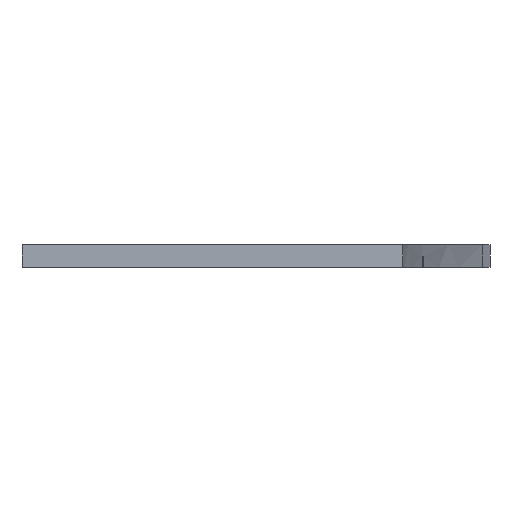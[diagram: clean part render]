
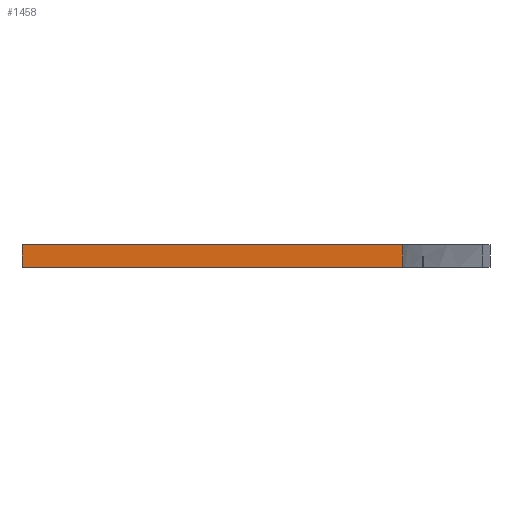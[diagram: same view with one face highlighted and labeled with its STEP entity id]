
A CAD part, front view. The second image highlights one B-rep face of the part: STEP entity #1458.
In plain terms, the highlighted planar face has unit normal (0, -1, 0).
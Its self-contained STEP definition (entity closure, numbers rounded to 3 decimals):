
#126 = PLANE('',#127);
#127 = AXIS2_PLACEMENT_3D('',#128,#129,#130);
#128 = CARTESIAN_POINT('',(-12.1,32.9,1.05));
#129 = DIRECTION('',(0.,0.,1.));
#130 = DIRECTION('',(-0.28,-0.96,0.));
#327 = VERTEX_POINT('',#328);
#328 = CARTESIAN_POINT('',(-21.5,-32.9,1.05));
#342 = PLANE('',#343);
#343 = AXIS2_PLACEMENT_3D('',#344,#345,#346);
#344 = CARTESIAN_POINT('',(-21.5,-32.9,-1.05));
#345 = DIRECTION('',(-1.,0.,0.));
#346 = DIRECTION('',(0.,0.,1.));
#354 = EDGE_CURVE('',#355,#327,#357,.T.);
#355 = VERTEX_POINT('',#356);
#356 = CARTESIAN_POINT('',(13.5,-32.9,1.05));
#357 = SURFACE_CURVE('',#358,(#362,#369),.PCURVE_S1.);
#358 = LINE('',#359,#360);
#359 = CARTESIAN_POINT('',(13.5,-32.9,1.05));
#360 = VECTOR('',#361,1.);
#361 = DIRECTION('',(-1.,0.,0.));
#362 = PCURVE('',#126,#363);
#363 = DEFINITIONAL_REPRESENTATION('',(#364),#368);
#364 = LINE('',#365,#366);
#365 = CARTESIAN_POINT('',(56.,43.));
#366 = VECTOR('',#367,1.);
#367 = DIRECTION('',(0.28,-0.96));
#368 = ( GEOMETRIC_REPRESENTATION_CONTEXT(2) 
PARAMETRIC_REPRESENTATION_CONTEXT() REPRESENTATION_CONTEXT('2D SPACE',''
  ) );
#369 = PCURVE('',#370,#375);
#370 = PLANE('',#371);
#371 = AXIS2_PLACEMENT_3D('',#372,#373,#374);
#372 = CARTESIAN_POINT('',(13.5,-32.9,-1.05));
#373 = DIRECTION('',(0.,1.,0.));
#374 = DIRECTION('',(0.,0.,1.));
#375 = DEFINITIONAL_REPRESENTATION('',(#376),#380);
#376 = LINE('',#377,#378);
#377 = CARTESIAN_POINT('',(2.1,0.));
#378 = VECTOR('',#379,1.);
#379 = DIRECTION('',(0.,-1.));
#380 = ( GEOMETRIC_REPRESENTATION_CONTEXT(2) 
PARAMETRIC_REPRESENTATION_CONTEXT() REPRESENTATION_CONTEXT('2D SPACE',''
  ) );
#398 = PLANE('',#399);
#399 = AXIS2_PLACEMENT_3D('',#400,#401,#402);
#400 = CARTESIAN_POINT('',(13.5,-32.9,-1.05));
#401 = DIRECTION('',(-1.,0.,0.));
#402 = DIRECTION('',(0.,0.,1.));
#1394 = PLANE('',#1395);
#1395 = AXIS2_PLACEMENT_3D('',#1396,#1397,#1398);
#1396 = CARTESIAN_POINT('',(13.5,-32.9,-1.05));
#1397 = DIRECTION('',(0.,0.,1.));
#1398 = DIRECTION('',(0.,1.,0.));
#1414 = VERTEX_POINT('',#1415);
#1415 = CARTESIAN_POINT('',(13.5,-32.9,-1.05));
#1436 = EDGE_CURVE('',#1414,#355,#1437,.T.);
#1437 = SURFACE_CURVE('',#1438,(#1442,#1449),.PCURVE_S1.);
#1438 = LINE('',#1439,#1440);
#1439 = CARTESIAN_POINT('',(13.5,-32.9,-1.05));
#1440 = VECTOR('',#1441,1.);
#1441 = DIRECTION('',(0.,0.,1.));
#1442 = PCURVE('',#398,#1443);
#1443 = DEFINITIONAL_REPRESENTATION('',(#1444),#1448);
#1444 = LINE('',#1445,#1446);
#1445 = CARTESIAN_POINT('',(0.,0.));
#1446 = VECTOR('',#1447,1.);
#1447 = DIRECTION('',(1.,0.));
#1448 = ( GEOMETRIC_REPRESENTATION_CONTEXT(2) 
PARAMETRIC_REPRESENTATION_CONTEXT() REPRESENTATION_CONTEXT('2D SPACE',''
  ) );
#1449 = PCURVE('',#370,#1450);
#1450 = DEFINITIONAL_REPRESENTATION('',(#1451),#1455);
#1451 = LINE('',#1452,#1453);
#1452 = CARTESIAN_POINT('',(0.,0.));
#1453 = VECTOR('',#1454,1.);
#1454 = DIRECTION('',(1.,0.));
#1455 = ( GEOMETRIC_REPRESENTATION_CONTEXT(2) 
PARAMETRIC_REPRESENTATION_CONTEXT() REPRESENTATION_CONTEXT('2D SPACE',''
  ) );
#1458 = ADVANCED_FACE('',(#1459),#370,.F.);
#1459 = FACE_BOUND('',#1460,.F.);
#1460 = EDGE_LOOP('',(#1461,#1462,#1485,#1506));
#1461 = ORIENTED_EDGE('',*,*,#1436,.F.);
#1462 = ORIENTED_EDGE('',*,*,#1463,.T.);
#1463 = EDGE_CURVE('',#1414,#1464,#1466,.T.);
#1464 = VERTEX_POINT('',#1465);
#1465 = CARTESIAN_POINT('',(-21.5,-32.9,-1.05));
#1466 = SURFACE_CURVE('',#1467,(#1471,#1478),.PCURVE_S1.);
#1467 = LINE('',#1468,#1469);
#1468 = CARTESIAN_POINT('',(13.5,-32.9,-1.05));
#1469 = VECTOR('',#1470,1.);
#1470 = DIRECTION('',(-1.,0.,0.));
#1471 = PCURVE('',#370,#1472);
#1472 = DEFINITIONAL_REPRESENTATION('',(#1473),#1477);
#1473 = LINE('',#1474,#1475);
#1474 = CARTESIAN_POINT('',(0.,0.));
#1475 = VECTOR('',#1476,1.);
#1476 = DIRECTION('',(0.,-1.));
#1477 = ( GEOMETRIC_REPRESENTATION_CONTEXT(2) 
PARAMETRIC_REPRESENTATION_CONTEXT() REPRESENTATION_CONTEXT('2D SPACE',''
  ) );
#1478 = PCURVE('',#1394,#1479);
#1479 = DEFINITIONAL_REPRESENTATION('',(#1480),#1484);
#1480 = LINE('',#1481,#1482);
#1481 = CARTESIAN_POINT('',(0.,0.));
#1482 = VECTOR('',#1483,1.);
#1483 = DIRECTION('',(0.,1.));
#1484 = ( GEOMETRIC_REPRESENTATION_CONTEXT(2) 
PARAMETRIC_REPRESENTATION_CONTEXT() REPRESENTATION_CONTEXT('2D SPACE',''
  ) );
#1485 = ORIENTED_EDGE('',*,*,#1486,.T.);
#1486 = EDGE_CURVE('',#1464,#327,#1487,.T.);
#1487 = SURFACE_CURVE('',#1488,(#1492,#1499),.PCURVE_S1.);
#1488 = LINE('',#1489,#1490);
#1489 = CARTESIAN_POINT('',(-21.5,-32.9,-1.05));
#1490 = VECTOR('',#1491,1.);
#1491 = DIRECTION('',(0.,0.,1.));
#1492 = PCURVE('',#370,#1493);
#1493 = DEFINITIONAL_REPRESENTATION('',(#1494),#1498);
#1494 = LINE('',#1495,#1496);
#1495 = CARTESIAN_POINT('',(0.,-35.));
#1496 = VECTOR('',#1497,1.);
#1497 = DIRECTION('',(1.,0.));
#1498 = ( GEOMETRIC_REPRESENTATION_CONTEXT(2) 
PARAMETRIC_REPRESENTATION_CONTEXT() REPRESENTATION_CONTEXT('2D SPACE',''
  ) );
#1499 = PCURVE('',#342,#1500);
#1500 = DEFINITIONAL_REPRESENTATION('',(#1501),#1505);
#1501 = LINE('',#1502,#1503);
#1502 = CARTESIAN_POINT('',(0.,0.));
#1503 = VECTOR('',#1504,1.);
#1504 = DIRECTION('',(1.,0.));
#1505 = ( GEOMETRIC_REPRESENTATION_CONTEXT(2) 
PARAMETRIC_REPRESENTATION_CONTEXT() REPRESENTATION_CONTEXT('2D SPACE',''
  ) );
#1506 = ORIENTED_EDGE('',*,*,#354,.F.);
